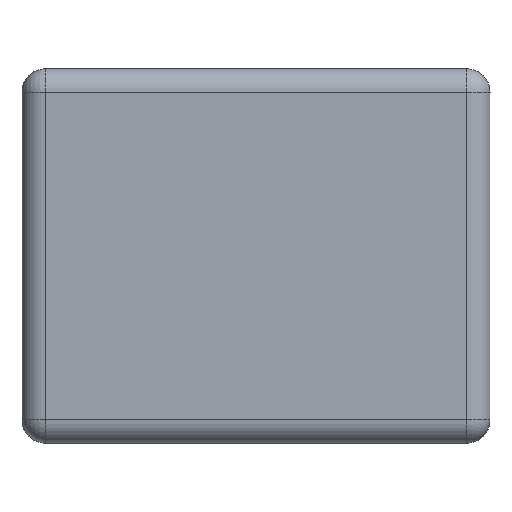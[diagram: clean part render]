
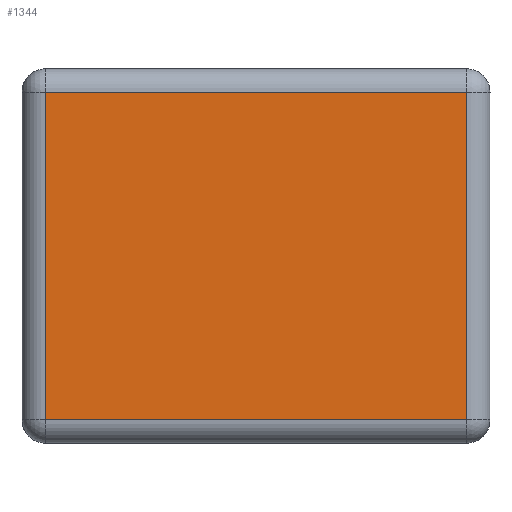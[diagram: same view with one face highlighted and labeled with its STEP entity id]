
A CAD part, left-side view. The second image highlights one B-rep face of the part: STEP entity #1344.
In plain terms, the highlighted planar face has unit normal (-1, 0, 0).
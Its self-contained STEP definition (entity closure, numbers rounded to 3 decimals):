
#242 = VECTOR ( 'NONE', #1723, 1000. ) ;
#363 = ORIENTED_EDGE ( 'NONE', *, *, #1157, .T. ) ;
#368 = CARTESIAN_POINT ( 'NONE',  ( -0.5, 0.225, -0.4 ) ) ;
#469 = EDGE_LOOP ( 'NONE', ( #793, #363, #1767, #1129 ) ) ;
#514 = VERTEX_POINT ( 'NONE', #1160 ) ;
#726 = DIRECTION ( 'NONE',  ( 1., 0., 0. ) ) ;
#793 = ORIENTED_EDGE ( 'NONE', *, *, #1283, .T. ) ;
#825 = CARTESIAN_POINT ( 'NONE',  ( -0.5, 0.25, -0.025 ) ) ;
#954 = LINE ( 'NONE', #368, #1822 ) ;
#957 = EDGE_CURVE ( 'NONE', #2303, #1771, #2089, .T. ) ;
#977 = LINE ( 'NONE', #825, #1917 ) ;
#1129 = ORIENTED_EDGE ( 'NONE', *, *, #1914, .T. ) ;
#1154 = CARTESIAN_POINT ( 'NONE',  ( -0.5, -0.225, -0.4 ) ) ;
#1157 = EDGE_CURVE ( 'NONE', #2320, #2303, #1203, .T. ) ;
#1160 = CARTESIAN_POINT ( 'NONE',  ( -0.5, 0.225, -0.025 ) ) ;
#1183 = CARTESIAN_POINT ( 'NONE',  ( -0.5, -0.225, -0.375 ) ) ;
#1203 = LINE ( 'NONE', #1601, #2227 ) ;
#1221 = PLANE ( 'NONE',  #1985 ) ;
#1283 = EDGE_CURVE ( 'NONE', #514, #2320, #954, .T. ) ;
#1295 = DIRECTION ( 'NONE',  ( 0., 0., -1. ) ) ;
#1344 = ADVANCED_FACE ( 'NONE', ( #2446 ), #1221, .F. ) ;
#1501 = DIRECTION ( 'NONE',  ( 0., 0., -1. ) ) ;
#1515 = CARTESIAN_POINT ( 'NONE',  ( -0.5, -0.225, -0.025 ) ) ;
#1601 = CARTESIAN_POINT ( 'NONE',  ( -0.5, 0.25, -0.375 ) ) ;
#1723 = DIRECTION ( 'NONE',  ( 0., 0., 1. ) ) ;
#1767 = ORIENTED_EDGE ( 'NONE', *, *, #957, .T. ) ;
#1771 = VERTEX_POINT ( 'NONE', #1515 ) ;
#1822 = VECTOR ( 'NONE', #1295, 1000. ) ;
#1914 = EDGE_CURVE ( 'NONE', #1771, #514, #977, .T. ) ;
#1917 = VECTOR ( 'NONE', #1949, 1000. ) ;
#1949 = DIRECTION ( 'NONE',  ( 0., 1., 0. ) ) ;
#1985 = AXIS2_PLACEMENT_3D ( 'NONE', #2518, #726, #1501 ) ;
#2089 = LINE ( 'NONE', #1154, #242 ) ;
#2187 = DIRECTION ( 'NONE',  ( 0., -1., 0. ) ) ;
#2227 = VECTOR ( 'NONE', #2187, 1000. ) ;
#2302 = CARTESIAN_POINT ( 'NONE',  ( -0.5, 0.225, -0.375 ) ) ;
#2303 = VERTEX_POINT ( 'NONE', #1183 ) ;
#2320 = VERTEX_POINT ( 'NONE', #2302 ) ;
#2446 = FACE_OUTER_BOUND ( 'NONE', #469, .T. ) ;
#2518 = CARTESIAN_POINT ( 'NONE',  ( -0.5, 0.25, -0.4 ) ) ;
